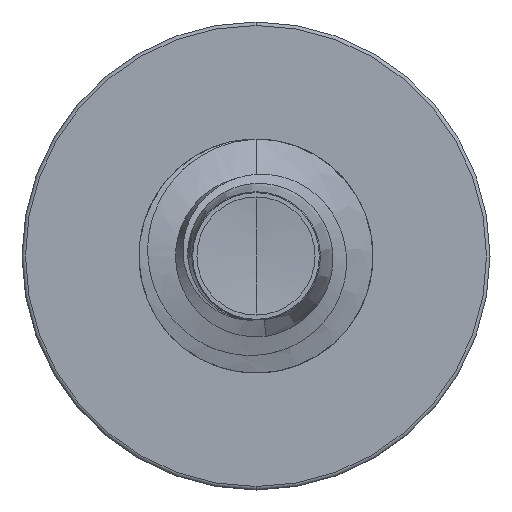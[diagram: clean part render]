
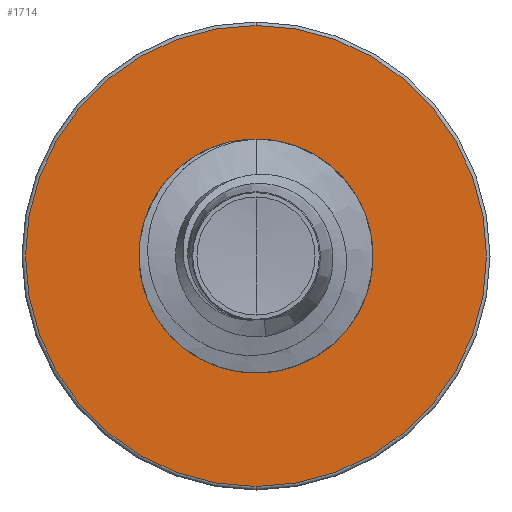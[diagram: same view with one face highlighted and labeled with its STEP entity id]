
A CAD part, front view. The second image highlights one B-rep face of the part: STEP entity #1714.
In plain terms, the highlighted planar face has unit normal (0, -1, 0).
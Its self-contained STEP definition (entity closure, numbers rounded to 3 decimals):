
#117 = ORIENTED_EDGE ( 'NONE', *, *, #9404, .T. ) ;
#460 = PLANE ( 'NONE',  #11367 ) ;
#495 = EDGE_LOOP ( 'NONE', ( #15295, #3931 ) ) ;
#658 = CARTESIAN_POINT ( 'NONE',  ( 0., 9., -3.447 ) ) ;
#850 = AXIS2_PLACEMENT_3D ( 'NONE', #9298, #2121, #10524 ) ;
#1575 = VERTEX_POINT ( 'NONE', #3756 ) ;
#1714 = ADVANCED_FACE ( 'NONE', ( #4123, #13673 ), #460, .F. ) ;
#2121 = DIRECTION ( 'NONE',  ( 0., 1., 0. ) ) ;
#3016 = DIRECTION ( 'NONE',  ( 0., 1., 0. ) ) ;
#3283 = CARTESIAN_POINT ( 'NONE',  ( 0., 9., 0. ) ) ;
#3383 = DIRECTION ( 'NONE',  ( 0., 0., 1. ) ) ;
#3657 = ORIENTED_EDGE ( 'NONE', *, *, #8563, .T. ) ;
#3756 = CARTESIAN_POINT ( 'NONE',  ( 0., 9., -1.722 ) ) ;
#3931 = ORIENTED_EDGE ( 'NONE', *, *, #7449, .F. ) ;
#4123 = FACE_OUTER_BOUND ( 'NONE', #495, .T. ) ;
#4317 = VERTEX_POINT ( 'NONE', #658 ) ;
#4499 = DIRECTION ( 'NONE',  ( 0., 0., 1. ) ) ;
#4851 = DIRECTION ( 'NONE',  ( 0., 1., 0. ) ) ;
#5160 = DIRECTION ( 'NONE',  ( 0., 1., 0. ) ) ;
#6017 = VERTEX_POINT ( 'NONE', #13893 ) ;
#6473 = EDGE_CURVE ( 'NONE', #6017, #4317, #12919, .T. ) ;
#6505 = CIRCLE ( 'NONE', #10737, 1.722 ) ;
#7449 = EDGE_CURVE ( 'NONE', #4317, #6017, #10676, .T. ) ;
#8563 = EDGE_CURVE ( 'NONE', #11640, #1575, #14710, .T. ) ;
#9298 = CARTESIAN_POINT ( 'NONE',  ( 0., 9., 0. ) ) ;
#9404 = EDGE_CURVE ( 'NONE', #1575, #11640, #6505, .T. ) ;
#10193 = CARTESIAN_POINT ( 'NONE',  ( 0., 9., 0. ) ) ;
#10524 = DIRECTION ( 'NONE',  ( 0., 0., 1. ) ) ;
#10676 = CIRCLE ( 'NONE', #15254, 3.448 ) ;
#10737 = AXIS2_PLACEMENT_3D ( 'NONE', #12344, #5160, #13532 ) ;
#11367 = AXIS2_PLACEMENT_3D ( 'NONE', #14071, #4851, #3383 ) ;
#11410 = DIRECTION ( 'NONE',  ( 0., 0., 1. ) ) ;
#11640 = VERTEX_POINT ( 'NONE', #13089 ) ;
#11691 = DIRECTION ( 'NONE',  ( 0., 1., 0. ) ) ;
#12093 = EDGE_LOOP ( 'NONE', ( #3657, #117 ) ) ;
#12344 = CARTESIAN_POINT ( 'NONE',  ( 0., 9., 0. ) ) ;
#12919 = CIRCLE ( 'NONE', #850, 3.448 ) ;
#13089 = CARTESIAN_POINT ( 'NONE',  ( 0., 9., 1.722 ) ) ;
#13415 = AXIS2_PLACEMENT_3D ( 'NONE', #10193, #3016, #11410 ) ;
#13532 = DIRECTION ( 'NONE',  ( 0., 0., 1. ) ) ;
#13673 = FACE_BOUND ( 'NONE', #12093, .T. ) ;
#13893 = CARTESIAN_POINT ( 'NONE',  ( 0., 9., 3.448 ) ) ;
#14071 = CARTESIAN_POINT ( 'NONE',  ( 0., 9., -1.722 ) ) ;
#14710 = CIRCLE ( 'NONE', #13415, 1.722 ) ;
#15254 = AXIS2_PLACEMENT_3D ( 'NONE', #3283, #11691, #4499 ) ;
#15295 = ORIENTED_EDGE ( 'NONE', *, *, #6473, .F. ) ;
